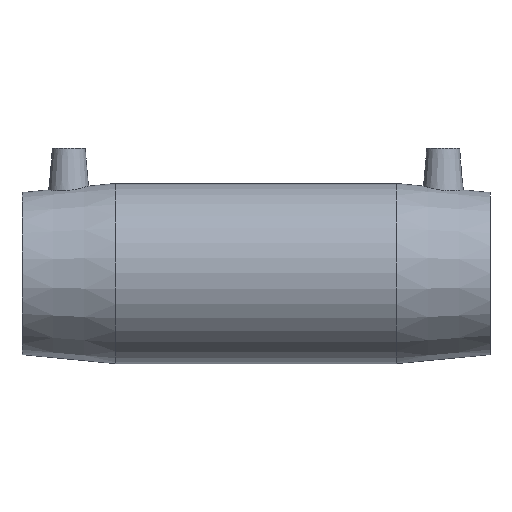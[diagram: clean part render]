
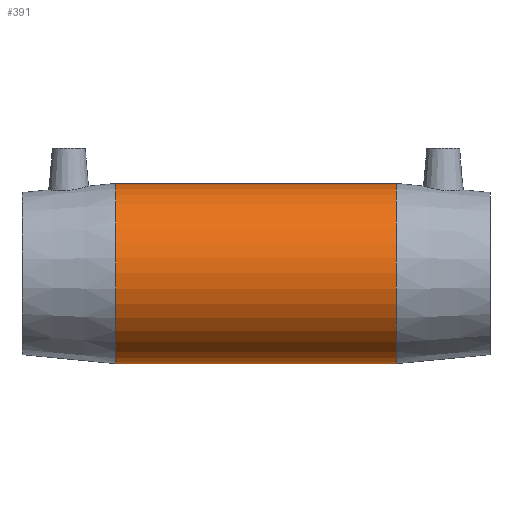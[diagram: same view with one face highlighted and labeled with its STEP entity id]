
A CAD part, top view. The second image highlights one B-rep face of the part: STEP entity #391.
In plain terms, the highlighted cylindrical face has radius 41 mm (diameter 82 mm), a full revolution.
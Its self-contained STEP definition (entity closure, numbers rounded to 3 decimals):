
#51=FACE_BOUND('',#172,.T.);
#52=FACE_BOUND('',#173,.T.);
#53=FACE_BOUND('',#174,.T.);
#87=CIRCLE('',#442,41.);
#88=CIRCLE('',#443,41.);
#121=FACE_OUTER_BOUND('',#171,.T.);
#171=EDGE_LOOP('',(#321));
#172=EDGE_LOOP('',(#322));
#173=EDGE_LOOP('',(#323));
#174=EDGE_LOOP('',(#324));
#211=B_SPLINE_CURVE_WITH_KNOTS('',3,(#684,#685,#686,#687,#688,#689,#690,
#691,#692,#693,#694,#695,#696,#697,#698,#699,#700,#701,#702,#703,#704,#705,
#706,#707,#708,#709,#710,#711,#712,#713,#714,#715,#716,#717),
 .UNSPECIFIED.,.T.,.F.,(4,2,2,2,2,2,2,2,2,2,2,2,2,2,2,2,4),(0.,0.474,
0.948,1.422,1.896,2.371,2.845,
3.319,3.793,4.267,4.742,5.216,
5.69,6.164,6.638,7.112,7.586),
 .UNSPECIFIED.);
#212=B_SPLINE_CURVE_WITH_KNOTS('',3,(#723,#724,#725,#726,#727,#728,#729,
#730,#731,#732,#733,#734,#735,#736,#737,#738,#739,#740,#741,#742,#743,#744,
#745,#746,#747,#748,#749,#750,#751,#752,#753,#754,#755,#756),
 .UNSPECIFIED.,.T.,.F.,(4,2,2,2,2,2,2,2,2,2,2,2,2,2,2,2,4),(0.,0.474,
0.948,1.422,1.897,2.371,2.845,
3.319,3.793,4.267,4.741,5.216,
5.69,6.164,6.638,7.112,7.586),
 .UNSPECIFIED.);
#220=VERTEX_POINT('',#683);
#222=VERTEX_POINT('',#722);
#235=VERTEX_POINT('',#861);
#236=VERTEX_POINT('',#863);
#256=EDGE_CURVE('',#220,#220,#211,.T.);
#258=EDGE_CURVE('',#222,#222,#212,.T.);
#271=EDGE_CURVE('',#235,#235,#87,.T.);
#272=EDGE_CURVE('',#236,#236,#88,.T.);
#321=ORIENTED_EDGE('',*,*,#271,.F.);
#322=ORIENTED_EDGE('',*,*,#256,.T.);
#323=ORIENTED_EDGE('',*,*,#258,.T.);
#324=ORIENTED_EDGE('',*,*,#272,.T.);
#367=CYLINDRICAL_SURFACE('',#441,41.);
#391=ADVANCED_FACE('',(#121,#51,#52,#53),#367,.T.);
#441=AXIS2_PLACEMENT_3D('',#860,#539,#540);
#442=AXIS2_PLACEMENT_3D('',#862,#541,#542);
#443=AXIS2_PLACEMENT_3D('',#864,#543,#544);
#539=DIRECTION('center_axis',(1.,0.,0.));
#540=DIRECTION('ref_axis',(0.,1.,0.));
#541=DIRECTION('center_axis',(1.,0.,0.));
#542=DIRECTION('ref_axis',(0.,0.,-1.));
#543=DIRECTION('center_axis',(1.,0.,0.));
#544=DIRECTION('ref_axis',(0.,0.,-1.));
#683=CARTESIAN_POINT('',(-32.5,-12.446,-39.065));
#684=CARTESIAN_POINT('Ctrl Pts',(-32.5,-12.446,-39.065));
#685=CARTESIAN_POINT('Ctrl Pts',(-30.919,-12.446,-39.065));
#686=CARTESIAN_POINT('Ctrl Pts',(-29.241,-12.128,-39.171));
#687=CARTESIAN_POINT('Ctrl Pts',(-26.164,-10.85,-39.544));
#688=CARTESIAN_POINT('Ctrl Pts',(-24.765,-9.889,-39.806));
#689=CARTESIAN_POINT('Ctrl Pts',(-22.557,-7.681,-40.29));
#690=CARTESIAN_POINT('Ctrl Pts',(-21.596,-6.282,-40.546));
#691=CARTESIAN_POINT('Ctrl Pts',(-20.318,-3.205,-40.904));
#692=CARTESIAN_POINT('Ctrl Pts',(-20.,-1.526,-41.002));
#693=CARTESIAN_POINT('Ctrl Pts',(-20.,1.634,-40.998));
#694=CARTESIAN_POINT('Ctrl Pts',(-20.318,3.313,-40.895));
#695=CARTESIAN_POINT('Ctrl Pts',(-21.597,6.39,-40.529));
#696=CARTESIAN_POINT('Ctrl Pts',(-22.557,7.789,-40.269));
#697=CARTESIAN_POINT('Ctrl Pts',(-24.766,9.997,-39.779));
#698=CARTESIAN_POINT('Ctrl Pts',(-26.164,10.957,-39.514));
#699=CARTESIAN_POINT('Ctrl Pts',(-29.241,12.236,-39.137));
#700=CARTESIAN_POINT('Ctrl Pts',(-30.919,12.554,-39.031));
#701=CARTESIAN_POINT('Ctrl Pts',(-34.081,12.554,-39.031));
#702=CARTESIAN_POINT('Ctrl Pts',(-35.759,12.236,-39.137));
#703=CARTESIAN_POINT('Ctrl Pts',(-38.836,10.957,-39.514));
#704=CARTESIAN_POINT('Ctrl Pts',(-40.234,9.997,-39.779));
#705=CARTESIAN_POINT('Ctrl Pts',(-42.443,7.789,-40.269));
#706=CARTESIAN_POINT('Ctrl Pts',(-43.403,6.39,-40.529));
#707=CARTESIAN_POINT('Ctrl Pts',(-44.682,3.313,-40.895));
#708=CARTESIAN_POINT('Ctrl Pts',(-45.,1.634,-40.998));
#709=CARTESIAN_POINT('Ctrl Pts',(-45.,-1.526,-41.002));
#710=CARTESIAN_POINT('Ctrl Pts',(-44.682,-3.205,-40.904));
#711=CARTESIAN_POINT('Ctrl Pts',(-43.404,-6.282,-40.546));
#712=CARTESIAN_POINT('Ctrl Pts',(-42.443,-7.681,-40.29));
#713=CARTESIAN_POINT('Ctrl Pts',(-40.235,-9.889,-39.806));
#714=CARTESIAN_POINT('Ctrl Pts',(-38.836,-10.85,-39.544));
#715=CARTESIAN_POINT('Ctrl Pts',(-35.759,-12.128,-39.171));
#716=CARTESIAN_POINT('Ctrl Pts',(-34.081,-12.446,-39.065));
#717=CARTESIAN_POINT('Ctrl Pts',(-32.5,-12.446,-39.065));
#722=CARTESIAN_POINT('',(32.5,-12.5,-39.048));
#723=CARTESIAN_POINT('Ctrl Pts',(32.5,-12.5,-39.048));
#724=CARTESIAN_POINT('Ctrl Pts',(34.081,-12.5,-39.048));
#725=CARTESIAN_POINT('Ctrl Pts',(35.759,-12.182,-39.154));
#726=CARTESIAN_POINT('Ctrl Pts',(38.836,-10.903,-39.529));
#727=CARTESIAN_POINT('Ctrl Pts',(40.234,-9.943,-39.792));
#728=CARTESIAN_POINT('Ctrl Pts',(42.443,-7.735,-40.28));
#729=CARTESIAN_POINT('Ctrl Pts',(43.403,-6.336,-40.537));
#730=CARTESIAN_POINT('Ctrl Pts',(44.682,-3.259,-40.9));
#731=CARTESIAN_POINT('Ctrl Pts',(45.,-1.58,-41.));
#732=CARTESIAN_POINT('Ctrl Pts',(45.,1.58,-41.));
#733=CARTESIAN_POINT('Ctrl Pts',(44.682,3.259,-40.9));
#734=CARTESIAN_POINT('Ctrl Pts',(43.403,6.336,-40.537));
#735=CARTESIAN_POINT('Ctrl Pts',(42.443,7.735,-40.28));
#736=CARTESIAN_POINT('Ctrl Pts',(40.234,9.943,-39.792));
#737=CARTESIAN_POINT('Ctrl Pts',(38.836,10.903,-39.529));
#738=CARTESIAN_POINT('Ctrl Pts',(35.759,12.182,-39.154));
#739=CARTESIAN_POINT('Ctrl Pts',(34.081,12.5,-39.048));
#740=CARTESIAN_POINT('Ctrl Pts',(30.919,12.5,-39.048));
#741=CARTESIAN_POINT('Ctrl Pts',(29.241,12.182,-39.154));
#742=CARTESIAN_POINT('Ctrl Pts',(26.164,10.903,-39.529));
#743=CARTESIAN_POINT('Ctrl Pts',(24.766,9.943,-39.792));
#744=CARTESIAN_POINT('Ctrl Pts',(22.557,7.735,-40.28));
#745=CARTESIAN_POINT('Ctrl Pts',(21.597,6.336,-40.537));
#746=CARTESIAN_POINT('Ctrl Pts',(20.318,3.259,-40.9));
#747=CARTESIAN_POINT('Ctrl Pts',(20.,1.58,-41.));
#748=CARTESIAN_POINT('Ctrl Pts',(20.,-1.58,-41.));
#749=CARTESIAN_POINT('Ctrl Pts',(20.318,-3.259,-40.9));
#750=CARTESIAN_POINT('Ctrl Pts',(21.597,-6.336,-40.537));
#751=CARTESIAN_POINT('Ctrl Pts',(22.557,-7.735,-40.28));
#752=CARTESIAN_POINT('Ctrl Pts',(24.766,-9.943,-39.792));
#753=CARTESIAN_POINT('Ctrl Pts',(26.164,-10.903,-39.529));
#754=CARTESIAN_POINT('Ctrl Pts',(29.241,-12.182,-39.154));
#755=CARTESIAN_POINT('Ctrl Pts',(30.919,-12.5,-39.048));
#756=CARTESIAN_POINT('Ctrl Pts',(32.5,-12.5,-39.048));
#860=CARTESIAN_POINT('Origin',(0.,0.,0.));
#861=CARTESIAN_POINT('',(63.9,41.,0.));
#862=CARTESIAN_POINT('Origin',(63.9,0.,0.));
#863=CARTESIAN_POINT('',(-63.9,41.,0.));
#864=CARTESIAN_POINT('Origin',(-63.9,0.,0.));
